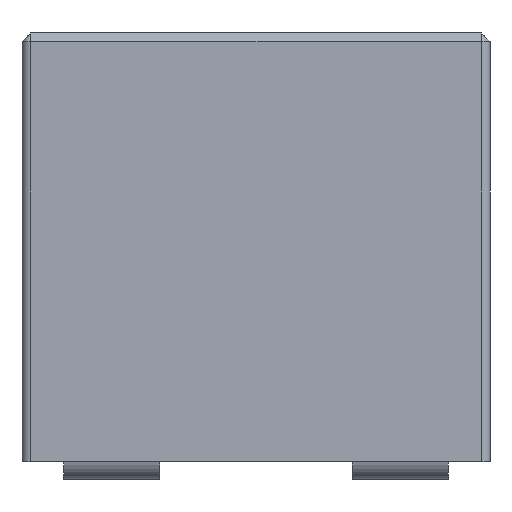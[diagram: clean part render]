
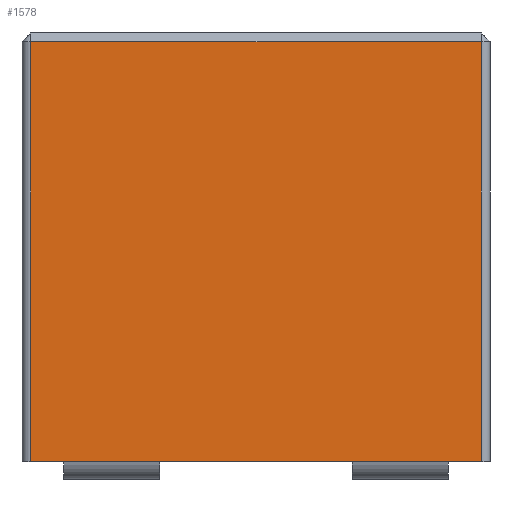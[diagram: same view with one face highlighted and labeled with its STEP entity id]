
A CAD part, front view. The second image highlights one B-rep face of the part: STEP entity #1578.
In plain terms, the highlighted face is planar.
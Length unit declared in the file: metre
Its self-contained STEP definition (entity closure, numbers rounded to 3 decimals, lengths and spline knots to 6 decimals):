
#88=PLANE('',#1662);
#109=LINE('',#1985,#216);
#182=LINE('',#2502,#289);
#189=LINE('',#2522,#296);
#201=LINE('',#2546,#308);
#216=VECTOR('',#1714,1.);
#289=VECTOR('',#1871,1.);
#296=VECTOR('',#1890,1.);
#308=VECTOR('',#1924,1.);
#549=ORIENTED_EDGE('',*,*,#730,.F.);
#550=ORIENTED_EDGE('',*,*,#622,.T.);
#551=ORIENTED_EDGE('',*,*,#720,.T.);
#552=ORIENTED_EDGE('',*,*,#743,.T.);
#622=EDGE_CURVE('',#761,#766,#109,.T.);
#720=EDGE_CURVE('',#766,#831,#182,.T.);
#730=EDGE_CURVE('',#761,#838,#189,.T.);
#743=EDGE_CURVE('',#831,#838,#201,.T.);
#761=VERTEX_POINT('',#1971);
#766=VERTEX_POINT('',#1984);
#831=VERTEX_POINT('',#2503);
#838=VERTEX_POINT('',#2523);
#929=EDGE_LOOP('',(#549,#550,#551,#552));
#1013=FACE_BOUND('',#929,.T.);
#1578=ADVANCED_FACE('',(#1013),#88,.F.);
#1662=AXIS2_PLACEMENT_3D('',#2545,#1922,#1923);
#1714=DIRECTION('',(0.,1.,0.));
#1871=DIRECTION('',(0.,0.,-1.));
#1890=DIRECTION('',(0.,0.,-1.));
#1922=DIRECTION('',(1.,0.,0.));
#1923=DIRECTION('',(0.,0.,-1.));
#1924=DIRECTION('',(0.,-1.,0.));
#1971=CARTESIAN_POINT('',(-0.002775,-0.002575,0.0048));
#1984=CARTESIAN_POINT('',(-0.002775,0.002575,0.0048));
#1985=CARTESIAN_POINT('',(-0.002775,0.002575,0.0048));
#2502=CARTESIAN_POINT('',(-0.002775,0.002575,0.0049));
#2503=CARTESIAN_POINT('',(-0.002775,0.002575,0.));
#2522=CARTESIAN_POINT('',(-0.002775,-0.002575,0.0049));
#2523=CARTESIAN_POINT('',(-0.002775,-0.002575,0.));
#2545=CARTESIAN_POINT('',(-0.002775,0.002675,0.0049));
#2546=CARTESIAN_POINT('',(-0.002775,0.002675,0.));
